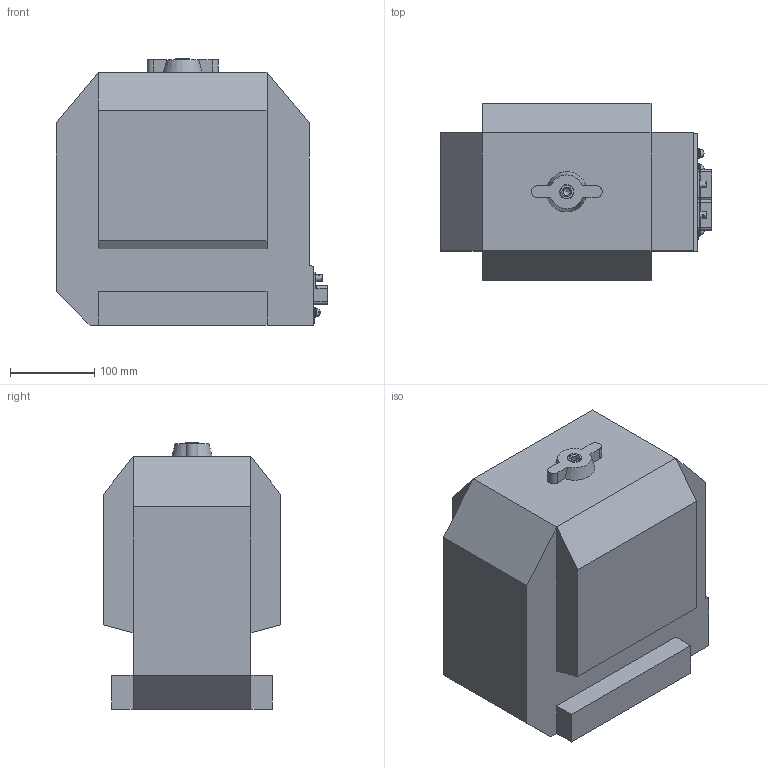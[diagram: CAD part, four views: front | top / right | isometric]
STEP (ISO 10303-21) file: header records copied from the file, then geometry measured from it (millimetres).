
FILE_DESCRIPTION(('STEP AP242'), '1');
FILE_NAME('ÇÍÎË-ÝÊ 24êÂ Ì3', '', ('UNSPECIFIED'), ('UNSPECIFIED'), 'ASCON STEP Converter 1.6', 'ASCON Math Kernel', '');
FILE_SCHEMA(('AP242_MANAGED_MODEL_BASED_3D_ENGINEERING_MIM_LF { 1 0 10303 442 1 1 4 }'));
Length unit declared in the file: millimetre
Products named in the file (12): 鎗鵻罻 楟.8.211.004
Assembly tree (29 placements, depth 3):
  (unnamed)
    (unnamed)
    (unnamed)
    (unnamed)  x4
    鎗鵻罻 楟.8.211.004  x7
    (unnamed)  x2
    (unnamed)  x2
    (unnamed)  x2
    (unnamed)  x7
      (unnamed)
      (unnamed)
      (unnamed)
Bounding box: 322 x 210 x 316 mm (x, y, z)
Volume: 15104435.9 mm3; surface area: 448521.8 mm2
Topology: 40 solids, 40 shells, 1343 faces, 3226 edges, 2023 vertices
Faces by surface type: plane 690, cylinder 265, extrusion 177, torus 132, cone 68, sphere 7, bspline 4
Full cylindrical faces by diameter (mm): 2 x8, 2.5 x2, 4 x14, 4.134 x2, 4.917 x7, 5 x2, 5.5 x2, 6 x7, 6.4 x7, 6.8 x4, 8 x2, 8.376 x1, 10 x21, 10.106 x4, 11.16 x4, 12 x7, 14 x2, 17 x12
Entity records: 44372 total; most frequent: CARTESIAN_POINT 16270, ORIENTED_EDGE 4172, DIRECTION 3697, EDGE_CURVE 2086, VERTEX_POINT 1400, VECTOR 1343, AXIS2_PLACEMENT_3D 1177, LINE 1166
